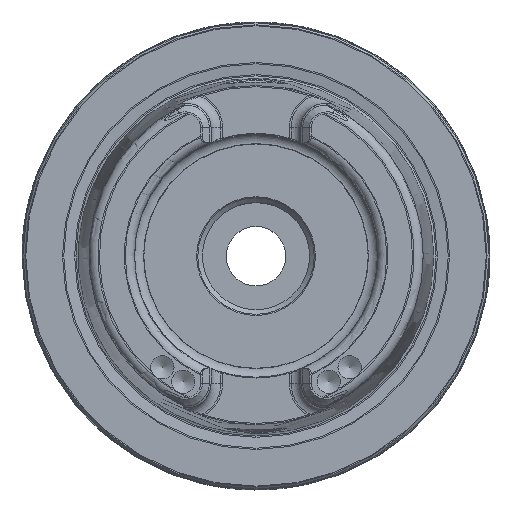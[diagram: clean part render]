
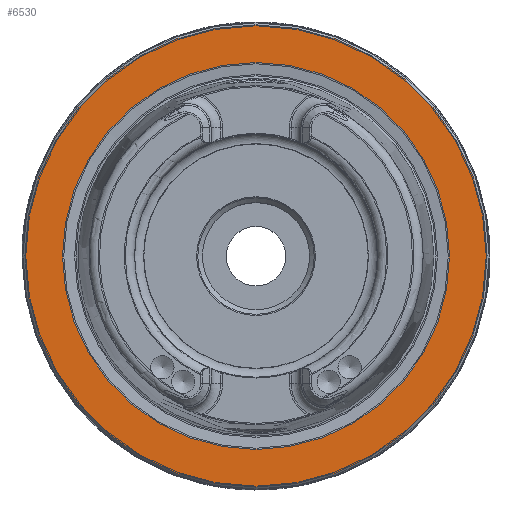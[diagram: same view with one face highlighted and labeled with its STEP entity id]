
A CAD part, top view. The second image highlights one B-rep face of the part: STEP entity #6530.
In plain terms, the highlighted planar face has unit normal (0, 0, 1).
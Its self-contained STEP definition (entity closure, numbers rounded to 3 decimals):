
#772=PLANE('',#7032);
#1636=ORIENTED_EDGE('',*,*,#2521,.T.);
#1637=ORIENTED_EDGE('',*,*,#2520,.F.);
#2520=EDGE_CURVE('',#3026,#3026,#3304,.T.);
#2521=EDGE_CURVE('',#3027,#3027,#3305,.T.);
#3026=VERTEX_POINT('',#10324);
#3027=VERTEX_POINT('',#10327);
#3304=CIRCLE('',#7031,33.201);
#3305=CIRCLE('',#7033,39.65);
#3636=EDGE_LOOP('',(#1636));
#3637=EDGE_LOOP('',(#1637));
#4068=FACE_BOUND('',#3636,.T.);
#4069=FACE_BOUND('',#3637,.T.);
#6530=ADVANCED_FACE('',(#4068,#4069),#772,.T.);
#7031=AXIS2_PLACEMENT_3D('',#10323,#8106,#8107);
#7032=AXIS2_PLACEMENT_3D('',#10325,#8108,#8109);
#7033=AXIS2_PLACEMENT_3D('',#10326,#8110,#8111);
#8106=DIRECTION('',(0.,0.,1.));
#8107=DIRECTION('',(1.,0.,0.));
#8108=DIRECTION('',(0.,0.,1.));
#8109=DIRECTION('',(1.,0.,0.));
#8110=DIRECTION('',(0.,0.,1.));
#8111=DIRECTION('',(1.,0.,0.));
#10323=CARTESIAN_POINT('',(0.,0.,0.2));
#10324=CARTESIAN_POINT('',(33.201,0.,0.2));
#10325=CARTESIAN_POINT('',(33.201,0.,0.2));
#10326=CARTESIAN_POINT('',(0.,0.,0.2));
#10327=CARTESIAN_POINT('',(39.65,0.,0.2));
